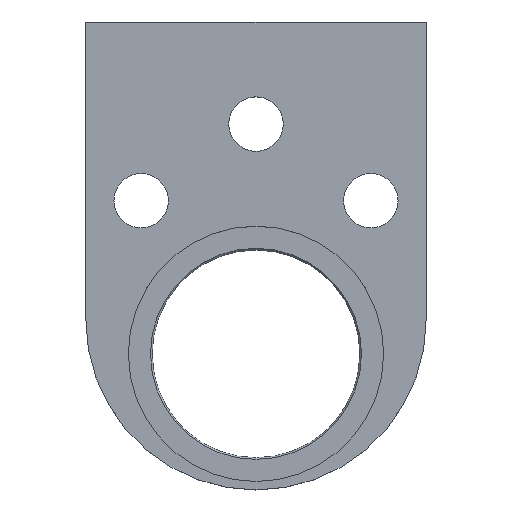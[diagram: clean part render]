
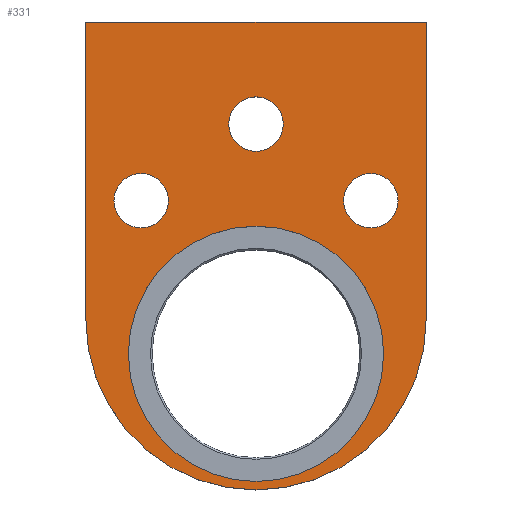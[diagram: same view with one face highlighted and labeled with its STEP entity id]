
A CAD part, top view. The second image highlights one B-rep face of the part: STEP entity #331.
In plain terms, the highlighted planar face has unit normal (0, 0, 1).
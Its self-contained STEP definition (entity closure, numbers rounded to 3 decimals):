
#20 = CARTESIAN_POINT ( 'NONE',  ( 17.5, 0., 2. ) ) ;
#25 = ORIENTED_EDGE ( 'NONE', *, *, #551, .F. ) ;
#28 = AXIS2_PLACEMENT_3D ( 'NONE', #377, #790, #515 ) ;
#33 = VECTOR ( 'NONE', #864, 1000. ) ;
#35 = LINE ( 'NONE', #365, #281 ) ;
#40 = VERTEX_POINT ( 'NONE', #758 ) ;
#46 = CIRCLE ( 'NONE', #73, 1.6 ) ;
#50 = ORIENTED_EDGE ( 'NONE', *, *, #602, .F. ) ;
#54 = CARTESIAN_POINT ( 'NONE',  ( 11.6, 13.5, 2. ) ) ;
#55 = CARTESIAN_POINT ( 'NONE',  ( 10., 0., 2. ) ) ;
#57 = CARTESIAN_POINT ( 'NONE',  ( 10., 13.5, 2. ) ) ;
#73 = AXIS2_PLACEMENT_3D ( 'NONE', #57, #535, #326 ) ;
#89 = DIRECTION ( 'NONE',  ( 0., 0., 1. ) ) ;
#92 = ORIENTED_EDGE ( 'NONE', *, *, #720, .T. ) ;
#98 = EDGE_CURVE ( 'Ar�te4', #712, #539, #582, .T. ) ;
#100 = DIRECTION ( 'NONE',  ( 1., 0., 0. ) ) ;
#102 = EDGE_LOOP ( 'NONE', ( #752, #25 ) ) ;
#108 = DIRECTION ( 'NONE',  ( 1., 0., 0. ) ) ;
#113 = DIRECTION ( 'NONE',  ( 0., -1., 0. ) ) ;
#115 = LINE ( 'NONE', #520, #33 ) ;
#144 = CARTESIAN_POINT ( 'NONE',  ( 10., 0., 2. ) ) ;
#149 = DIRECTION ( 'NONE',  ( 0., 0., 1. ) ) ;
#154 = CARTESIAN_POINT ( 'NONE',  ( 2.5, 0., 2. ) ) ;
#163 = CARTESIAN_POINT ( 'NONE',  ( 20., 2., 2. ) ) ;
#164 = DIRECTION ( 'NONE',  ( 1., 0., 0. ) ) ;
#166 = VERTEX_POINT ( 'NONE', #420 ) ;
#167 = DIRECTION ( 'NONE',  ( 0., 0., 1. ) ) ;
#169 = CARTESIAN_POINT ( 'NONE',  ( 10., 2., 2. ) ) ;
#185 = ORIENTED_EDGE ( 'NONE', *, *, #302, .T. ) ;
#189 = EDGE_LOOP ( 'NONE', ( #314, #278 ) ) ;
#191 = DIRECTION ( 'NONE',  ( 0., 0., 1. ) ) ;
#192 = EDGE_CURVE ( 'Ar�te11', #40, #166, #374, .T. ) ;
#212 = EDGE_CURVE ( 'Ar�te11', #166, #40, #791, .T. ) ;
#214 = CARTESIAN_POINT ( 'NONE',  ( 10., 13.5, 2. ) ) ;
#216 = DIRECTION ( 'NONE',  ( 1., 0., 0. ) ) ;
#225 = DIRECTION ( 'NONE',  ( 1., 0., 0. ) ) ;
#234 = ORIENTED_EDGE ( 'NONE', *, *, #432, .F. ) ;
#250 = ORIENTED_EDGE ( 'NONE', *, *, #445, .T. ) ;
#253 = DIRECTION ( 'NONE',  ( -1., 0., 0. ) ) ;
#257 = VERTEX_POINT ( 'NONE', #20 ) ;
#274 = VECTOR ( 'NONE', #253, 1000. ) ;
#278 = ORIENTED_EDGE ( 'NONE', *, *, #486, .F. ) ;
#281 = VECTOR ( 'NONE', #113, 1000. ) ;
#282 = VERTEX_POINT ( 'NONE', #295 ) ;
#295 = CARTESIAN_POINT ( 'NONE',  ( 4.85, 9., 2. ) ) ;
#296 = VERTEX_POINT ( 'NONE', #305 ) ;
#302 = EDGE_CURVE ( 'Ar�te3', #296, #645, #35, .T. ) ;
#305 = CARTESIAN_POINT ( 'NONE',  ( 0., 19.5, 2. ) ) ;
#309 = FACE_BOUND ( 'NONE', #102, .T. ) ;
#311 = CIRCLE ( 'NONE', #394, 7.5 ) ;
#314 = ORIENTED_EDGE ( 'NONE', *, *, #334, .F. ) ;
#322 = ORIENTED_EDGE ( 'NONE', *, *, #212, .F. ) ;
#326 = DIRECTION ( 'NONE',  ( 1., 0., 0. ) ) ;
#331 = ADVANCED_FACE ( 'Face4', ( #667, #640, #626, #309, #416 ), #373, .T. ) ;
#334 = EDGE_CURVE ( 'NONE', #825, #282, #822, .T. ) ;
#365 = CARTESIAN_POINT ( 'NONE',  ( 0., 2., 2. ) ) ;
#373 = PLANE ( 'NONE',  #598 ) ;
#374 = CIRCLE ( 'NONE', #436, 1.6 ) ;
#376 = CARTESIAN_POINT ( 'NONE',  ( 20., 19.5, 2. ) ) ;
#377 = CARTESIAN_POINT ( 'NONE',  ( 3.25, 9., 2. ) ) ;
#394 = AXIS2_PLACEMENT_3D ( 'NONE', #144, #772, #216 ) ;
#400 = CIRCLE ( 'NONE', #691, 10. ) ;
#414 = CARTESIAN_POINT ( 'NONE',  ( 0., 2., 2. ) ) ;
#416 = FACE_BOUND ( 'NONE', #618, .T. ) ;
#420 = CARTESIAN_POINT ( 'NONE',  ( 15.15, 9., 2. ) ) ;
#423 = EDGE_LOOP ( 'NONE', ( #50, #234 ) ) ;
#428 = ORIENTED_EDGE ( 'NONE', *, *, #192, .F. ) ;
#432 = EDGE_CURVE ( 'NONE', #678, #257, #702, .T. ) ;
#436 = AXIS2_PLACEMENT_3D ( 'NONE', #568, #89, #164 ) ;
#438 = DIRECTION ( 'NONE',  ( 0., 0., 1. ) ) ;
#445 = EDGE_CURVE ( 'NONE', #818, #887, #115, .T. ) ;
#467 = AXIS2_PLACEMENT_3D ( 'NONE', #55, #800, #531 ) ;
#486 = EDGE_CURVE ( 'NONE', #282, #825, #519, .T. ) ;
#495 = EDGE_LOOP ( 'NONE', ( #92, #250, #562, #185 ) ) ;
#503 = DIRECTION ( 'NONE',  ( 0., 0., 1. ) ) ;
#507 = AXIS2_PLACEMENT_3D ( 'NONE', #597, #191, #593 ) ;
#509 = CARTESIAN_POINT ( 'NONE',  ( 8.4, 13.5, 2. ) ) ;
#514 = EDGE_CURVE ( 'Ar�te8', #887, #296, #742, .T. ) ;
#515 = DIRECTION ( 'NONE',  ( 1., 0., 0. ) ) ;
#519 = CIRCLE ( 'NONE', #507, 1.6 ) ;
#520 = CARTESIAN_POINT ( 'NONE',  ( 20., 19.5, 2. ) ) ;
#531 = DIRECTION ( 'NONE',  ( 1., 0., 0. ) ) ;
#535 = DIRECTION ( 'NONE',  ( 0., 0., 1. ) ) ;
#539 = VERTEX_POINT ( 'NONE', #54 ) ;
#551 = EDGE_CURVE ( 'Ar�te4', #539, #712, #46, .T. ) ;
#562 = ORIENTED_EDGE ( 'NONE', *, *, #514, .T. ) ;
#566 = CARTESIAN_POINT ( 'NONE',  ( 1.65, 9., 2. ) ) ;
#568 = CARTESIAN_POINT ( 'NONE',  ( 16.75, 9., 2. ) ) ;
#572 = AXIS2_PLACEMENT_3D ( 'NONE', #840, #503, #225 ) ;
#582 = CIRCLE ( 'NONE', #757, 1.6 ) ;
#593 = DIRECTION ( 'NONE',  ( 1., 0., 0. ) ) ;
#597 = CARTESIAN_POINT ( 'NONE',  ( 3.25, 9., 2. ) ) ;
#598 = AXIS2_PLACEMENT_3D ( 'NONE', #169, #438, #108 ) ;
#602 = EDGE_CURVE ( 'NONE', #257, #678, #311, .T. ) ;
#603 = CARTESIAN_POINT ( 'NONE',  ( 0., 19.5, 2. ) ) ;
#618 = EDGE_LOOP ( 'NONE', ( #322, #428 ) ) ;
#626 = FACE_OUTER_BOUND ( 'NONE', #495, .T. ) ;
#632 = DIRECTION ( 'NONE',  ( 1., 0., 0. ) ) ;
#640 = FACE_BOUND ( 'NONE', #189, .T. ) ;
#645 = VERTEX_POINT ( 'NONE', #414 ) ;
#667 = FACE_BOUND ( 'NONE', #423, .T. ) ;
#678 = VERTEX_POINT ( 'NONE', #154 ) ;
#691 = AXIS2_PLACEMENT_3D ( 'NONE', #711, #167, #100 ) ;
#702 = CIRCLE ( 'NONE', #467, 7.5 ) ;
#711 = CARTESIAN_POINT ( 'NONE',  ( 10., 2., 2. ) ) ;
#712 = VERTEX_POINT ( 'NONE', #509 ) ;
#720 = EDGE_CURVE ( 'NONE', #645, #818, #400, .T. ) ;
#742 = LINE ( 'NONE', #603, #274 ) ;
#752 = ORIENTED_EDGE ( 'NONE', *, *, #98, .F. ) ;
#757 = AXIS2_PLACEMENT_3D ( 'NONE', #214, #149, #632 ) ;
#758 = CARTESIAN_POINT ( 'NONE',  ( 18.35, 9., 2. ) ) ;
#772 = DIRECTION ( 'NONE',  ( 0., 0., 1. ) ) ;
#790 = DIRECTION ( 'NONE',  ( 0., 0., 1. ) ) ;
#791 = CIRCLE ( 'NONE', #572, 1.6 ) ;
#800 = DIRECTION ( 'NONE',  ( 0., 0., 1. ) ) ;
#818 = VERTEX_POINT ( 'NONE', #163 ) ;
#822 = CIRCLE ( 'NONE', #28, 1.6 ) ;
#825 = VERTEX_POINT ( 'NONE', #566 ) ;
#840 = CARTESIAN_POINT ( 'NONE',  ( 16.75, 9., 2. ) ) ;
#864 = DIRECTION ( 'NONE',  ( 0., 1., 0. ) ) ;
#887 = VERTEX_POINT ( 'NONE', #376 ) ;
